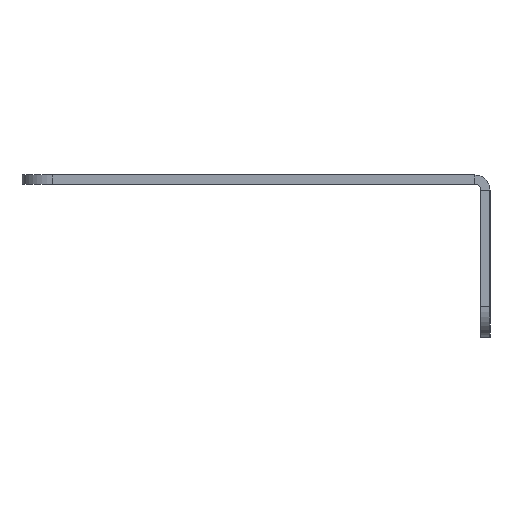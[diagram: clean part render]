
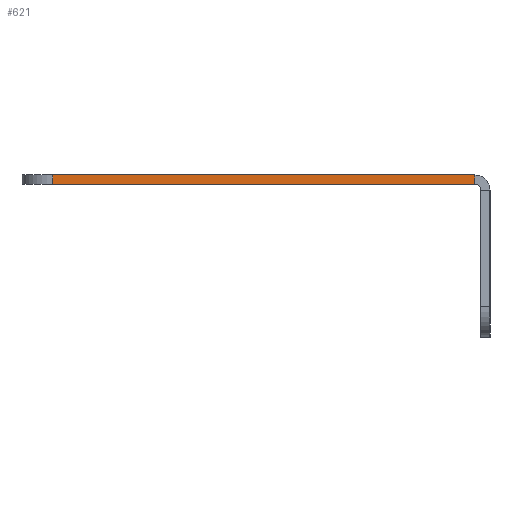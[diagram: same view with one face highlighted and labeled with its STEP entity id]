
A CAD part, left-side view. The second image highlights one B-rep face of the part: STEP entity #621.
In plain terms, the highlighted planar face has unit normal (-1, 0, 0).
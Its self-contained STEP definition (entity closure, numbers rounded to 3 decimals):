
#14 = CARTESIAN_POINT ( 'NONE',  ( -90., 70., 0. ) ) ;
#79 = CARTESIAN_POINT ( 'NONE',  ( -90., 0., 0. ) ) ;
#153 = EDGE_CURVE ( 'NONE', #2078, #715, #1984, .T. ) ;
#287 = CARTESIAN_POINT ( 'NONE',  ( -90., 1., 0. ) ) ;
#348 = VECTOR ( 'NONE', #1369, 1000. ) ;
#440 = EDGE_CURVE ( 'NONE', #715, #1712, #1743, .T. ) ;
#621 = ADVANCED_FACE ( 'NONE', ( #2150 ), #1425, .T. ) ;
#702 = ORIENTED_EDGE ( 'NONE', *, *, #153, .T. ) ;
#715 = VERTEX_POINT ( 'NONE', #14 ) ;
#721 = CARTESIAN_POINT ( 'NONE',  ( -90., 1., 0. ) ) ;
#881 = ORIENTED_EDGE ( 'NONE', *, *, #440, .T. ) ;
#891 = CARTESIAN_POINT ( 'NONE',  ( -90., 70., -1. ) ) ;
#910 = VECTOR ( 'NONE', #1270, 1000. ) ;
#1254 = EDGE_CURVE ( 'NONE', #2078, #2363, #1406, .T. ) ;
#1270 = DIRECTION ( 'NONE',  ( 0., 0., -1. ) ) ;
#1323 = ORIENTED_EDGE ( 'NONE', *, *, #1254, .F. ) ;
#1369 = DIRECTION ( 'NONE',  ( 0., -1., 0. ) ) ;
#1406 = LINE ( 'NONE', #2143, #2033 ) ;
#1425 = PLANE ( 'NONE',  #2092 ) ;
#1449 = CARTESIAN_POINT ( 'NONE',  ( -90., -1.5, -1. ) ) ;
#1581 = CARTESIAN_POINT ( 'NONE',  ( -90., 70., 1.5 ) ) ;
#1614 = LINE ( 'NONE', #721, #1759 ) ;
#1712 = VERTEX_POINT ( 'NONE', #287 ) ;
#1743 = LINE ( 'NONE', #79, #348 ) ;
#1759 = VECTOR ( 'NONE', #2194, 1000. ) ;
#1906 = CARTESIAN_POINT ( 'NONE',  ( -90., 1., 1.5 ) ) ;
#1984 = LINE ( 'NONE', #891, #910 ) ;
#2033 = VECTOR ( 'NONE', #2132, 1000. ) ;
#2078 = VERTEX_POINT ( 'NONE', #1581 ) ;
#2092 = AXIS2_PLACEMENT_3D ( 'NONE', #1449, #2359, #2162 ) ;
#2100 = EDGE_LOOP ( 'NONE', ( #1323, #702, #881, #2323 ) ) ;
#2132 = DIRECTION ( 'NONE',  ( 0., -1., 0. ) ) ;
#2143 = CARTESIAN_POINT ( 'NONE',  ( -90., 0., 1.5 ) ) ;
#2150 = FACE_OUTER_BOUND ( 'NONE', #2100, .T. ) ;
#2162 = DIRECTION ( 'NONE',  ( 0., 0., 1. ) ) ;
#2194 = DIRECTION ( 'NONE',  ( 0., 0., 1. ) ) ;
#2205 = EDGE_CURVE ( 'NONE', #1712, #2363, #1614, .T. ) ;
#2323 = ORIENTED_EDGE ( 'NONE', *, *, #2205, .T. ) ;
#2359 = DIRECTION ( 'NONE',  ( -1., 0., 0. ) ) ;
#2363 = VERTEX_POINT ( 'NONE', #1906 ) ;
